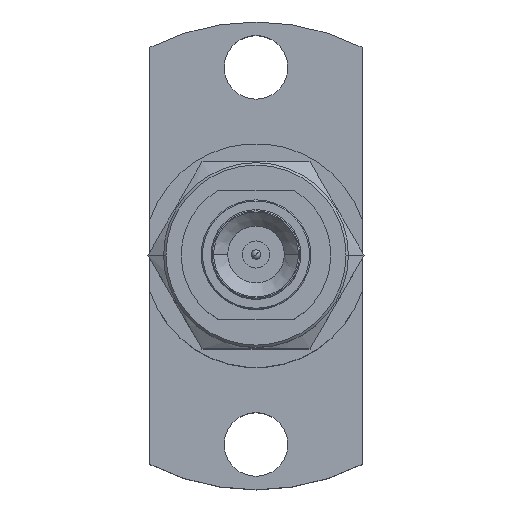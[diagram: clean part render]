
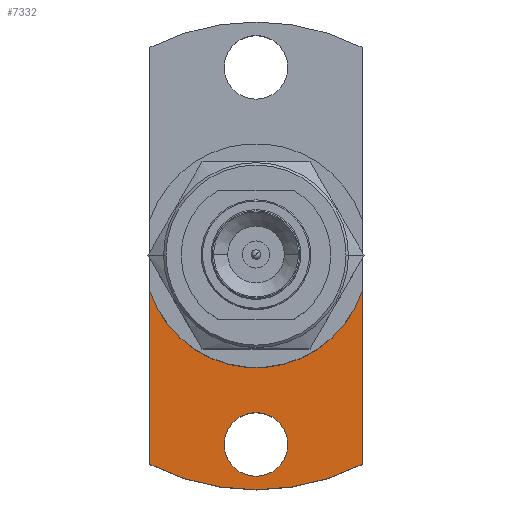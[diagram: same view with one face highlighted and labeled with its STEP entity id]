
A CAD part, top view. The second image highlights one B-rep face of the part: STEP entity #7332.
In plain terms, the highlighted planar face has unit normal (0, 0, 1).
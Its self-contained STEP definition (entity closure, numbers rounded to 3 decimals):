
#14 = LINE ( 'NONE', #3788, #1205 ) ;
#27 = VERTEX_POINT ( 'NONE', #7927 ) ;
#146 = ORIENTED_EDGE ( 'NONE', *, *, #7173, .T. ) ;
#293 = VERTEX_POINT ( 'NONE', #11264 ) ;
#450 = CARTESIAN_POINT ( 'NONE',  ( 4.5, -1.521, -11.2 ) ) ;
#825 = CIRCLE ( 'NONE', #3996, 1.35 ) ;
#882 = VERTEX_POINT ( 'NONE', #450 ) ;
#889 = FACE_BOUND ( 'NONE', #10847, .T. ) ;
#1205 = VECTOR ( 'NONE', #10326, 1000. ) ;
#1319 = CIRCLE ( 'NONE', #8168, 4.75 ) ;
#1839 = PLANE ( 'NONE',  #1947 ) ;
#1947 = AXIS2_PLACEMENT_3D ( 'NONE', #6676, #3863, #8562 ) ;
#1963 = CARTESIAN_POINT ( 'NONE',  ( -4.5, 13.571, -11.2 ) ) ;
#2117 = CARTESIAN_POINT ( 'NONE',  ( 0., -8., -11.2 ) ) ;
#2429 = EDGE_LOOP ( 'NONE', ( #11540, #4546, #11579, #146 ) ) ;
#2469 = VERTEX_POINT ( 'NONE', #5861 ) ;
#2664 = DIRECTION ( 'NONE',  ( -1., 0., 0. ) ) ;
#3209 = DIRECTION ( 'NONE',  ( 0., 0., 1. ) ) ;
#3257 = CARTESIAN_POINT ( 'NONE',  ( 0., 0., -11.2 ) ) ;
#3414 = AXIS2_PLACEMENT_3D ( 'NONE', #3257, #7052, #9972 ) ;
#3788 = CARTESIAN_POINT ( 'NONE',  ( 4.5, 13.571, -11.2 ) ) ;
#3863 = DIRECTION ( 'NONE',  ( 0., 0., -1. ) ) ;
#3996 = AXIS2_PLACEMENT_3D ( 'NONE', #2117, #3209, #10669 ) ;
#4546 = ORIENTED_EDGE ( 'NONE', *, *, #7622, .F. ) ;
#4913 = VECTOR ( 'NONE', #6617, 1000. ) ;
#5138 = ORIENTED_EDGE ( 'NONE', *, *, #6346, .F. ) ;
#5861 = CARTESIAN_POINT ( 'NONE',  ( 1.35, -8., -11.2 ) ) ;
#6014 = ORIENTED_EDGE ( 'NONE', *, *, #11452, .F. ) ;
#6346 = EDGE_CURVE ( 'NONE', #2469, #6598, #825, .T. ) ;
#6598 = VERTEX_POINT ( 'NONE', #12094 ) ;
#6617 = DIRECTION ( 'NONE',  ( 0., -1., 0. ) ) ;
#6651 = DIRECTION ( 'NONE',  ( 1., 0., 0. ) ) ;
#6676 = CARTESIAN_POINT ( 'NONE',  ( 0., 4.75, -11.2 ) ) ;
#6694 = CARTESIAN_POINT ( 'NONE',  ( -4.5, -8.846, -11.2 ) ) ;
#6710 = DIRECTION ( 'NONE',  ( 0., 0., 1. ) ) ;
#7052 = DIRECTION ( 'NONE',  ( 0., 0., 1. ) ) ;
#7173 = EDGE_CURVE ( 'NONE', #9847, #27, #10040, .T. ) ;
#7274 = CARTESIAN_POINT ( 'NONE',  ( 0., 0., -11.2 ) ) ;
#7332 = ADVANCED_FACE ( 'NONE', ( #889, #10220 ), #1839, .F. ) ;
#7452 = CIRCLE ( 'NONE', #9209, 1.35 ) ;
#7622 = EDGE_CURVE ( 'NONE', #293, #882, #1319, .T. ) ;
#7927 = CARTESIAN_POINT ( 'NONE',  ( 4.5, -8.846, -11.2 ) ) ;
#8168 = AXIS2_PLACEMENT_3D ( 'NONE', #7274, #6710, #6651 ) ;
#8562 = DIRECTION ( 'NONE',  ( -1., 0., 0. ) ) ;
#9209 = AXIS2_PLACEMENT_3D ( 'NONE', #9314, #11879, #2664 ) ;
#9314 = CARTESIAN_POINT ( 'NONE',  ( 0., -8., -11.2 ) ) ;
#9466 = EDGE_CURVE ( 'NONE', #293, #9847, #10337, .T. ) ;
#9847 = VERTEX_POINT ( 'NONE', #6694 ) ;
#9972 = DIRECTION ( 'NONE',  ( 1., 0., 0. ) ) ;
#10040 = CIRCLE ( 'NONE', #3414, 9.925 ) ;
#10220 = FACE_OUTER_BOUND ( 'NONE', #2429, .T. ) ;
#10326 = DIRECTION ( 'NONE',  ( 0., 1., 0. ) ) ;
#10337 = LINE ( 'NONE', #1963, #4913 ) ;
#10669 = DIRECTION ( 'NONE',  ( -1., 0., 0. ) ) ;
#10678 = EDGE_CURVE ( 'NONE', #27, #882, #14, .T. ) ;
#10847 = EDGE_LOOP ( 'NONE', ( #5138, #6014 ) ) ;
#11264 = CARTESIAN_POINT ( 'NONE',  ( -4.5, -1.521, -11.2 ) ) ;
#11452 = EDGE_CURVE ( 'NONE', #6598, #2469, #7452, .T. ) ;
#11540 = ORIENTED_EDGE ( 'NONE', *, *, #10678, .T. ) ;
#11579 = ORIENTED_EDGE ( 'NONE', *, *, #9466, .T. ) ;
#11879 = DIRECTION ( 'NONE',  ( 0., 0., 1. ) ) ;
#12094 = CARTESIAN_POINT ( 'NONE',  ( -1.35, -8., -11.2 ) ) ;
